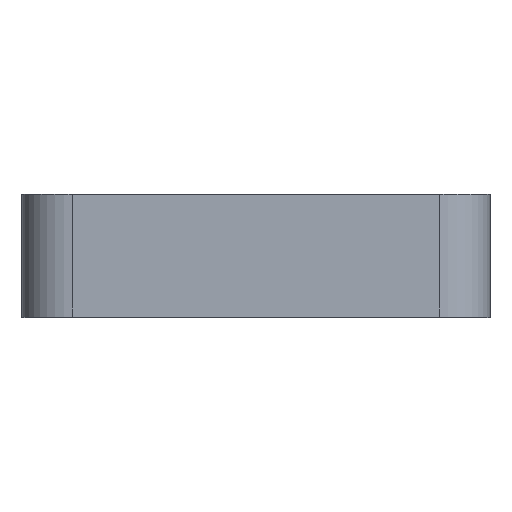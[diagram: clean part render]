
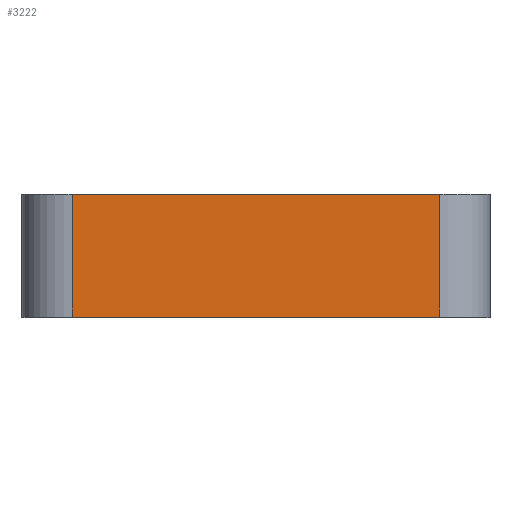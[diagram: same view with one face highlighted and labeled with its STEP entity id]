
A CAD part, top view. The second image highlights one B-rep face of the part: STEP entity #3222.
In plain terms, the highlighted planar face has unit normal (0, 0, 1).
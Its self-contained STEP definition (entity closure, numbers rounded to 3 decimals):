
#129=LINE('',#10442,#334);
#179=LINE('',#10755,#384);
#206=LINE('',#10907,#411);
#207=LINE('',#10909,#412);
#334=VECTOR('',#3946,1000.);
#384=VECTOR('',#4214,1000.);
#411=VECTOR('',#4347,1000.);
#412=VECTOR('',#4350,1000.);
#717=PLANE('',#3612);
#869=FACE_OUTER_BOUND('',#1099,.T.);
#1099=EDGE_LOOP('',(#2750,#2751,#2752,#2753));
#1472=VERTEX_POINT('',#10439);
#1473=VERTEX_POINT('',#10441);
#1557=VERTEX_POINT('',#10752);
#1558=VERTEX_POINT('',#10754);
#1818=EDGE_CURVE('',#1473,#1472,#129,.T.);
#1950=EDGE_CURVE('',#1558,#1557,#179,.T.);
#2021=EDGE_CURVE('',#1472,#1558,#206,.T.);
#2022=EDGE_CURVE('',#1557,#1473,#207,.T.);
#2750=ORIENTED_EDGE('',*,*,#2021,.T.);
#2751=ORIENTED_EDGE('',*,*,#1950,.T.);
#2752=ORIENTED_EDGE('',*,*,#2022,.T.);
#2753=ORIENTED_EDGE('',*,*,#1818,.T.);
#3222=ADVANCED_FACE('',(#869),#717,.T.);
#3612=AXIS2_PLACEMENT_3D('',#10908,#4348,#4349);
#3946=DIRECTION('',(1.,0.,0.));
#4214=DIRECTION('',(-1.,0.,0.));
#4347=DIRECTION('',(0.,1.,0.));
#4348=DIRECTION('center_axis',(0.,0.,1.));
#4349=DIRECTION('ref_axis',(1.,0.,0.));
#4350=DIRECTION('',(0.,-1.,0.));
#10439=CARTESIAN_POINT('',(15.7,0.,20.));
#10441=CARTESIAN_POINT('',(-15.7,0.,20.));
#10442=CARTESIAN_POINT('',(-15.7,0.,20.));
#10752=CARTESIAN_POINT('',(-15.7,10.5,20.));
#10754=CARTESIAN_POINT('',(15.7,10.5,20.));
#10755=CARTESIAN_POINT('',(15.7,10.5,20.));
#10907=CARTESIAN_POINT('',(15.7,0.,20.));
#10908=CARTESIAN_POINT('Origin',(-20.,0.,20.));
#10909=CARTESIAN_POINT('',(-15.7,10.5,20.));
